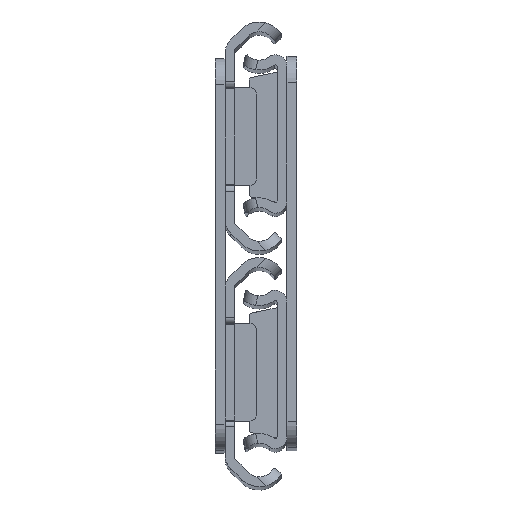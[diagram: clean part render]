
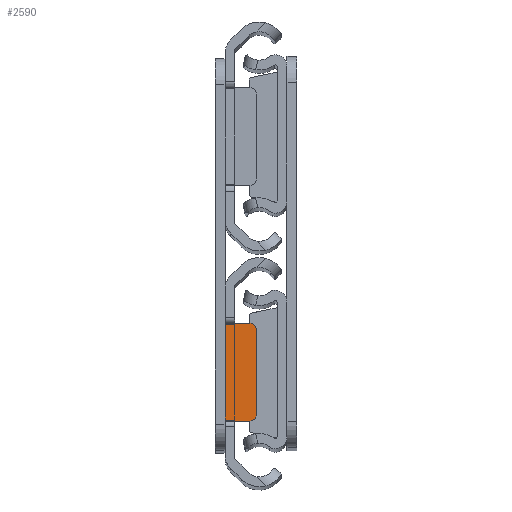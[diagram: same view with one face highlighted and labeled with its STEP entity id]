
A CAD part, top view. The second image highlights one B-rep face of the part: STEP entity #2590.
In plain terms, the highlighted planar face has unit normal (0, 0, 1).
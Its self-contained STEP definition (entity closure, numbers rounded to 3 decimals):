
#179 = LINE ( 'NONE', #480, #4316 ) ;
#359 = DIRECTION ( 'NONE',  ( 1., 0., 0. ) ) ;
#452 = VECTOR ( 'NONE', #2314, 1000. ) ;
#480 = CARTESIAN_POINT ( 'NONE',  ( -1.5, 7.5, -2.2 ) ) ;
#550 = VERTEX_POINT ( 'NONE', #3464 ) ;
#603 = VERTEX_POINT ( 'NONE', #4750 ) ;
#608 = EDGE_LOOP ( 'NONE', ( #4397, #5901, #6799, #3607, #5125, #4391, #857, #4473 ) ) ;
#610 = CARTESIAN_POINT ( 'NONE',  ( -1.5, -7.5, -2.2 ) ) ;
#857 = ORIENTED_EDGE ( 'NONE', *, *, #2574, .F. ) ;
#1068 = EDGE_CURVE ( 'NONE', #4604, #550, #2989, .T. ) ;
#1150 = VERTEX_POINT ( 'NONE', #7075 ) ;
#1165 = EDGE_CURVE ( 'NONE', #5478, #4604, #3957, .T. ) ;
#1233 = DIRECTION ( 'NONE',  ( 0., 0., 1. ) ) ;
#1308 = EDGE_CURVE ( 'NONE', #603, #1150, #179, .T. ) ;
#1586 = LINE ( 'NONE', #6236, #4335 ) ;
#1607 = EDGE_CURVE ( 'NONE', #1150, #550, #5031, .T. ) ;
#1651 = VERTEX_POINT ( 'NONE', #4382 ) ;
#1903 = CIRCLE ( 'NONE', #5079, 1. ) ;
#2012 = PLANE ( 'NONE',  #5443 ) ;
#2088 = FACE_OUTER_BOUND ( 'NONE', #608, .T. ) ;
#2125 = DIRECTION ( 'NONE',  ( 0., 1., 0. ) ) ;
#2298 = DIRECTION ( 'NONE',  ( 0., 1., 0. ) ) ;
#2308 = EDGE_CURVE ( 'NONE', #603, #4849, #7542, .T. ) ;
#2314 = DIRECTION ( 'NONE',  ( 1., 0., 0. ) ) ;
#2339 = CARTESIAN_POINT ( 'NONE',  ( 3.3, 7.5, -2.2 ) ) ;
#2444 = CARTESIAN_POINT ( 'NONE',  ( 2.3, 6.5, -2.2 ) ) ;
#2574 = EDGE_CURVE ( 'NONE', #1651, #4849, #1586, .T. ) ;
#2590 = ADVANCED_FACE ( 'NONE', ( #2088 ), #2012, .F. ) ;
#2819 = EDGE_CURVE ( 'NONE', #1651, #7120, #1903, .T. ) ;
#2893 = CARTESIAN_POINT ( 'NONE',  ( 3.3, 6.5, -2.2 ) ) ;
#2989 = LINE ( 'NONE', #2339, #3218 ) ;
#3218 = VECTOR ( 'NONE', #6433, 1000. ) ;
#3228 = CARTESIAN_POINT ( 'NONE',  ( 0., -7.5, -2.2 ) ) ;
#3349 = VECTOR ( 'NONE', #359, 1000. ) ;
#3365 = CARTESIAN_POINT ( 'NONE',  ( 3.3, -7.5, -2.2 ) ) ;
#3464 = CARTESIAN_POINT ( 'NONE',  ( 0., 7.5, -2.2 ) ) ;
#3553 = EDGE_CURVE ( 'NONE', #5478, #7120, #5807, .T. ) ;
#3558 = DIRECTION ( 'NONE',  ( 0., 1., 0. ) ) ;
#3607 = ORIENTED_EDGE ( 'NONE', *, *, #1607, .F. ) ;
#3957 = CIRCLE ( 'NONE', #4806, 1. ) ;
#4316 = VECTOR ( 'NONE', #2298, 1000. ) ;
#4335 = VECTOR ( 'NONE', #7232, 1000. ) ;
#4382 = CARTESIAN_POINT ( 'NONE',  ( 2.3, -7.5, -2.2 ) ) ;
#4391 = ORIENTED_EDGE ( 'NONE', *, *, #2308, .T. ) ;
#4397 = ORIENTED_EDGE ( 'NONE', *, *, #3553, .F. ) ;
#4473 = ORIENTED_EDGE ( 'NONE', *, *, #2819, .T. ) ;
#4566 = CARTESIAN_POINT ( 'NONE',  ( 2.3, 7.5, -2.2 ) ) ;
#4583 = DIRECTION ( 'NONE',  ( 0., -1., 0. ) ) ;
#4604 = VERTEX_POINT ( 'NONE', #4566 ) ;
#4706 = DIRECTION ( 'NONE',  ( 0., 0., 1. ) ) ;
#4750 = CARTESIAN_POINT ( 'NONE',  ( -1.5, -7.5, -2.2 ) ) ;
#4806 = AXIS2_PLACEMENT_3D ( 'NONE', #2444, #1233, #3558 ) ;
#4849 = VERTEX_POINT ( 'NONE', #3228 ) ;
#4950 = CARTESIAN_POINT ( 'NONE',  ( 3.3, -6.5, -2.2 ) ) ;
#5031 = LINE ( 'NONE', #7363, #3349 ) ;
#5079 = AXIS2_PLACEMENT_3D ( 'NONE', #7151, #4706, #5890 ) ;
#5125 = ORIENTED_EDGE ( 'NONE', *, *, #1308, .F. ) ;
#5443 = AXIS2_PLACEMENT_3D ( 'NONE', #7279, #7344, #2125 ) ;
#5478 = VERTEX_POINT ( 'NONE', #2893 ) ;
#5579 = VECTOR ( 'NONE', #4583, 1000. ) ;
#5807 = LINE ( 'NONE', #3365, #5579 ) ;
#5890 = DIRECTION ( 'NONE',  ( 0., 1., 0. ) ) ;
#5901 = ORIENTED_EDGE ( 'NONE', *, *, #1165, .T. ) ;
#6236 = CARTESIAN_POINT ( 'NONE',  ( 3.3, -7.5, -2.2 ) ) ;
#6433 = DIRECTION ( 'NONE',  ( -1., 0., 0. ) ) ;
#6799 = ORIENTED_EDGE ( 'NONE', *, *, #1068, .T. ) ;
#7075 = CARTESIAN_POINT ( 'NONE',  ( -1.5, 7.5, -2.2 ) ) ;
#7120 = VERTEX_POINT ( 'NONE', #4950 ) ;
#7151 = CARTESIAN_POINT ( 'NONE',  ( 2.3, -6.5, -2.2 ) ) ;
#7232 = DIRECTION ( 'NONE',  ( -1., 0., 0. ) ) ;
#7279 = CARTESIAN_POINT ( 'NONE',  ( -1.5, 7.5, -2.2 ) ) ;
#7344 = DIRECTION ( 'NONE',  ( 0., 0., -1. ) ) ;
#7363 = CARTESIAN_POINT ( 'NONE',  ( -1.5, 7.5, -2.2 ) ) ;
#7542 = LINE ( 'NONE', #610, #452 ) ;
